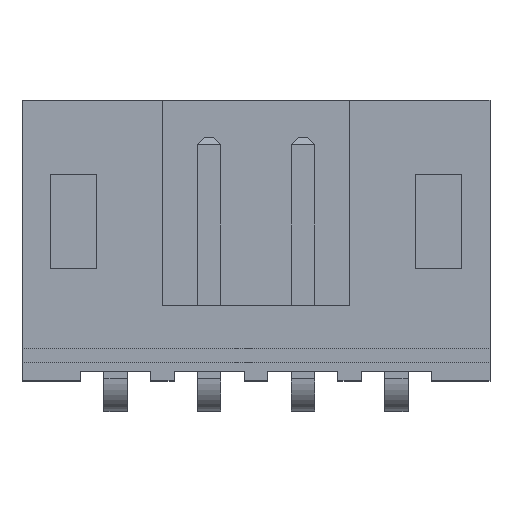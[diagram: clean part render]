
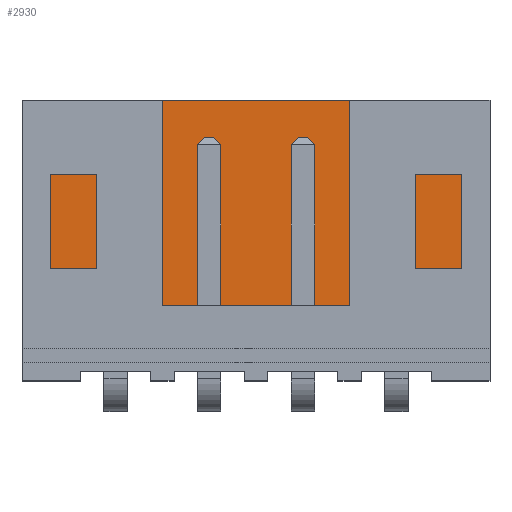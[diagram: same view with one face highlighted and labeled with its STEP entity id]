
A CAD part, top view. The second image highlights one B-rep face of the part: STEP entity #2930.
In plain terms, the highlighted planar face has unit normal (0, 0, 1).
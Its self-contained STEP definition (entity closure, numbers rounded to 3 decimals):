
#193 = PLANE('',#194);
#194 = AXIS2_PLACEMENT_3D('',#195,#196,#197);
#195 = CARTESIAN_POINT('',(5.,6.4,0.));
#196 = DIRECTION('',(0.,-1.,0.));
#197 = DIRECTION('',(-1.,0.,0.));
#1469 = VERTEX_POINT('',#1470);
#1470 = CARTESIAN_POINT('',(4.5,6.4,0.5));
#1484 = PLANE('',#1485);
#1485 = AXIS2_PLACEMENT_3D('',#1486,#1487,#1488);
#1486 = CARTESIAN_POINT('',(4.5,0.4,0.));
#1487 = DIRECTION('',(-1.,0.,0.));
#1488 = DIRECTION('',(0.,1.,0.));
#1496 = EDGE_CURVE('',#1469,#1497,#1499,.T.);
#1497 = VERTEX_POINT('',#1498);
#1498 = CARTESIAN_POINT('',(-4.5,6.4,0.5));
#1499 = SURFACE_CURVE('',#1500,(#1504,#1511),.PCURVE_S1.);
#1500 = LINE('',#1501,#1502);
#1501 = CARTESIAN_POINT('',(5.,6.4,0.5));
#1502 = VECTOR('',#1503,1.);
#1503 = DIRECTION('',(-1.,0.,0.));
#1504 = PCURVE('',#193,#1505);
#1505 = DEFINITIONAL_REPRESENTATION('',(#1506),#1510);
#1506 = LINE('',#1507,#1508);
#1507 = CARTESIAN_POINT('',(0.,-0.5));
#1508 = VECTOR('',#1509,1.);
#1509 = DIRECTION('',(1.,0.));
#1510 = ( GEOMETRIC_REPRESENTATION_CONTEXT(2) 
PARAMETRIC_REPRESENTATION_CONTEXT() REPRESENTATION_CONTEXT('2D SPACE',''
  ) );
#1511 = PCURVE('',#1512,#1517);
#1512 = PLANE('',#1513);
#1513 = AXIS2_PLACEMENT_3D('',#1514,#1515,#1516);
#1514 = CARTESIAN_POINT('',(0.,3.4,0.5));
#1515 = DIRECTION('',(0.,0.,1.));
#1516 = DIRECTION('',(1.,0.,0.));
#1517 = DEFINITIONAL_REPRESENTATION('',(#1518),#1522);
#1518 = LINE('',#1519,#1520);
#1519 = CARTESIAN_POINT('',(5.,3.));
#1520 = VECTOR('',#1521,1.);
#1521 = DIRECTION('',(-1.,0.));
#1522 = ( GEOMETRIC_REPRESENTATION_CONTEXT(2) 
PARAMETRIC_REPRESENTATION_CONTEXT() REPRESENTATION_CONTEXT('2D SPACE',''
  ) );
#1540 = PLANE('',#1541);
#1541 = AXIS2_PLACEMENT_3D('',#1542,#1543,#1544);
#1542 = CARTESIAN_POINT('',(-4.5,6.4,0.));
#1543 = DIRECTION('',(1.,0.,0.));
#1544 = DIRECTION('',(0.,-1.,0.));
#2854 = EDGE_CURVE('',#1497,#2855,#2857,.T.);
#2855 = VERTEX_POINT('',#2856);
#2856 = CARTESIAN_POINT('',(-4.5,0.9,0.5));
#2857 = SURFACE_CURVE('',#2858,(#2862,#2869),.PCURVE_S1.);
#2858 = LINE('',#2859,#2860);
#2859 = CARTESIAN_POINT('',(-4.5,4.9,0.5));
#2860 = VECTOR('',#2861,1.);
#2861 = DIRECTION('',(0.,-1.,0.));
#2862 = PCURVE('',#1540,#2863);
#2863 = DEFINITIONAL_REPRESENTATION('',(#2864),#2868);
#2864 = LINE('',#2865,#2866);
#2865 = CARTESIAN_POINT('',(1.5,-0.5));
#2866 = VECTOR('',#2867,1.);
#2867 = DIRECTION('',(1.,0.));
#2868 = ( GEOMETRIC_REPRESENTATION_CONTEXT(2) 
PARAMETRIC_REPRESENTATION_CONTEXT() REPRESENTATION_CONTEXT('2D SPACE',''
  ) );
#2869 = PCURVE('',#1512,#2870);
#2870 = DEFINITIONAL_REPRESENTATION('',(#2871),#2875);
#2871 = LINE('',#2872,#2873);
#2872 = CARTESIAN_POINT('',(-4.5,1.5));
#2873 = VECTOR('',#2874,1.);
#2874 = DIRECTION('',(0.,-1.));
#2875 = ( GEOMETRIC_REPRESENTATION_CONTEXT(2) 
PARAMETRIC_REPRESENTATION_CONTEXT() REPRESENTATION_CONTEXT('2D SPACE',''
  ) );
#2919 = PLANE('',#2920);
#2920 = AXIS2_PLACEMENT_3D('',#2921,#2922,#2923);
#2921 = CARTESIAN_POINT('',(-5.,0.9,0.));
#2922 = DIRECTION('',(0.,1.,0.));
#2923 = DIRECTION('',(1.,0.,0.));
#2930 = ADVANCED_FACE('',(#2931),#1512,.T.);
#2931 = FACE_BOUND('',#2932,.T.);
#2932 = EDGE_LOOP('',(#2933,#2934,#2935,#2958));
#2933 = ORIENTED_EDGE('',*,*,#1496,.T.);
#2934 = ORIENTED_EDGE('',*,*,#2854,.T.);
#2935 = ORIENTED_EDGE('',*,*,#2936,.T.);
#2936 = EDGE_CURVE('',#2855,#2937,#2939,.T.);
#2937 = VERTEX_POINT('',#2938);
#2938 = CARTESIAN_POINT('',(4.5,0.9,0.5));
#2939 = SURFACE_CURVE('',#2940,(#2944,#2951),.PCURVE_S1.);
#2940 = LINE('',#2941,#2942);
#2941 = CARTESIAN_POINT('',(-2.5,0.9,0.5));
#2942 = VECTOR('',#2943,1.);
#2943 = DIRECTION('',(1.,0.,0.));
#2944 = PCURVE('',#1512,#2945);
#2945 = DEFINITIONAL_REPRESENTATION('',(#2946),#2950);
#2946 = LINE('',#2947,#2948);
#2947 = CARTESIAN_POINT('',(-2.5,-2.5));
#2948 = VECTOR('',#2949,1.);
#2949 = DIRECTION('',(1.,0.));
#2950 = ( GEOMETRIC_REPRESENTATION_CONTEXT(2) 
PARAMETRIC_REPRESENTATION_CONTEXT() REPRESENTATION_CONTEXT('2D SPACE',''
  ) );
#2951 = PCURVE('',#2919,#2952);
#2952 = DEFINITIONAL_REPRESENTATION('',(#2953),#2957);
#2953 = LINE('',#2954,#2955);
#2954 = CARTESIAN_POINT('',(2.5,-0.5));
#2955 = VECTOR('',#2956,1.);
#2956 = DIRECTION('',(1.,0.));
#2957 = ( GEOMETRIC_REPRESENTATION_CONTEXT(2) 
PARAMETRIC_REPRESENTATION_CONTEXT() REPRESENTATION_CONTEXT('2D SPACE',''
  ) );
#2958 = ORIENTED_EDGE('',*,*,#2959,.T.);
#2959 = EDGE_CURVE('',#2937,#1469,#2960,.T.);
#2960 = SURFACE_CURVE('',#2961,(#2965,#2972),.PCURVE_S1.);
#2961 = LINE('',#2962,#2963);
#2962 = CARTESIAN_POINT('',(4.5,1.9,0.5));
#2963 = VECTOR('',#2964,1.);
#2964 = DIRECTION('',(0.,1.,0.));
#2965 = PCURVE('',#1512,#2966);
#2966 = DEFINITIONAL_REPRESENTATION('',(#2967),#2971);
#2967 = LINE('',#2968,#2969);
#2968 = CARTESIAN_POINT('',(4.5,-1.5));
#2969 = VECTOR('',#2970,1.);
#2970 = DIRECTION('',(0.,1.));
#2971 = ( GEOMETRIC_REPRESENTATION_CONTEXT(2) 
PARAMETRIC_REPRESENTATION_CONTEXT() REPRESENTATION_CONTEXT('2D SPACE',''
  ) );
#2972 = PCURVE('',#1484,#2973);
#2973 = DEFINITIONAL_REPRESENTATION('',(#2974),#2978);
#2974 = LINE('',#2975,#2976);
#2975 = CARTESIAN_POINT('',(1.5,-0.5));
#2976 = VECTOR('',#2977,1.);
#2977 = DIRECTION('',(1.,0.));
#2978 = ( GEOMETRIC_REPRESENTATION_CONTEXT(2) 
PARAMETRIC_REPRESENTATION_CONTEXT() REPRESENTATION_CONTEXT('2D SPACE',''
  ) );
